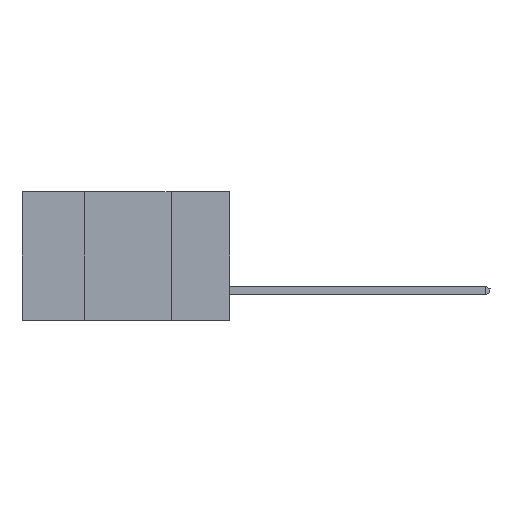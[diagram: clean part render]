
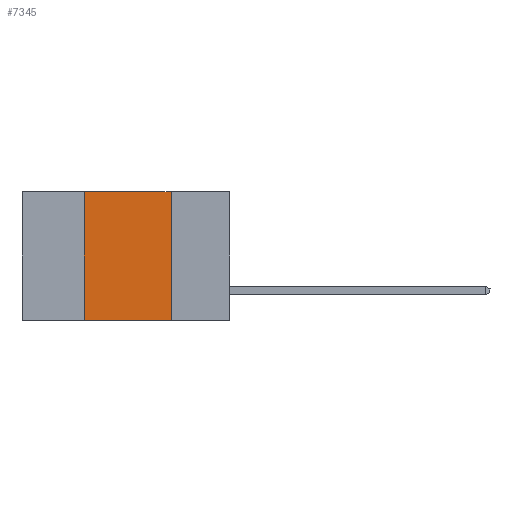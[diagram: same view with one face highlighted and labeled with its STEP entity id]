
A CAD part, left-side view. The second image highlights one B-rep face of the part: STEP entity #7345.
In plain terms, the highlighted planar face has unit normal (-1, 0, 0).
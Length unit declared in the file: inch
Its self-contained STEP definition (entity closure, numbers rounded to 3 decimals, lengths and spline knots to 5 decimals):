
#109 = CARTESIAN_POINT ( 'NONE',  ( 0., 0.42, -0.37 ) ) ;
#223 = VERTEX_POINT ( 'NONE', #3946 ) ;
#576 = DIRECTION ( 'NONE',  ( 0., -1., 0. ) ) ;
#988 = EDGE_CURVE ( 'NONE', #2314, #4759, #10242, .T. ) ;
#1714 = DIRECTION ( 'NONE',  ( 0., 0., -1. ) ) ;
#1840 = CARTESIAN_POINT ( 'NONE',  ( 0., 0.6, 0. ) ) ;
#2221 = ORIENTED_EDGE ( 'NONE', *, *, #988, .F. ) ;
#2283 = ORIENTED_EDGE ( 'NONE', *, *, #10994, .F. ) ;
#2314 = VERTEX_POINT ( 'NONE', #12708 ) ;
#2442 = VECTOR ( 'NONE', #4934, 39.37008 ) ;
#2658 = VECTOR ( 'NONE', #5030, 39.37008 ) ;
#3300 = CARTESIAN_POINT ( 'NONE',  ( 0., 0.17, -0.37 ) ) ;
#3946 = CARTESIAN_POINT ( 'NONE',  ( 0., 0.42, -0.37 ) ) ;
#4253 = AXIS2_PLACEMENT_3D ( 'NONE', #12138, #6927, #1714 ) ;
#4725 = LINE ( 'NONE', #8908, #10384 ) ;
#4759 = VERTEX_POINT ( 'NONE', #5729 ) ;
#4777 = ORIENTED_EDGE ( 'NONE', *, *, #8603, .T. ) ;
#4934 = DIRECTION ( 'NONE',  ( 0., 0., -1. ) ) ;
#5030 = DIRECTION ( 'NONE',  ( 0., -1., 0. ) ) ;
#5220 = LINE ( 'NONE', #109, #6198 ) ;
#5729 = CARTESIAN_POINT ( 'NONE',  ( 0., 0.17, 0. ) ) ;
#6198 = VECTOR ( 'NONE', #10363, 39.37008 ) ;
#6777 = EDGE_LOOP ( 'NONE', ( #2283, #2221, #12628, #4777 ) ) ;
#6927 = DIRECTION ( 'NONE',  ( 1., 0., 0. ) ) ;
#7345 = ADVANCED_FACE ( 'NONE', ( #7952 ), #9853, .F. ) ;
#7952 = FACE_OUTER_BOUND ( 'NONE', #6777, .T. ) ;
#8603 = EDGE_CURVE ( 'NONE', #223, #10931, #4725, .T. ) ;
#8908 = CARTESIAN_POINT ( 'NONE',  ( 0., 0.6, -0.37 ) ) ;
#9853 = PLANE ( 'NONE',  #4253 ) ;
#10242 = LINE ( 'NONE', #1840, #2658 ) ;
#10363 = DIRECTION ( 'NONE',  ( 0., 0., 1. ) ) ;
#10384 = VECTOR ( 'NONE', #576, 39.37008 ) ;
#10931 = VERTEX_POINT ( 'NONE', #3300 ) ;
#10994 = EDGE_CURVE ( 'NONE', #4759, #10931, #11050, .T. ) ;
#11050 = LINE ( 'NONE', #11937, #2442 ) ;
#11937 = CARTESIAN_POINT ( 'NONE',  ( 0., 0.17, -0.37 ) ) ;
#11941 = EDGE_CURVE ( 'NONE', #223, #2314, #5220, .T. ) ;
#12138 = CARTESIAN_POINT ( 'NONE',  ( 0., 0.6, 0. ) ) ;
#12628 = ORIENTED_EDGE ( 'NONE', *, *, #11941, .F. ) ;
#12708 = CARTESIAN_POINT ( 'NONE',  ( 0., 0.42, 0. ) ) ;
